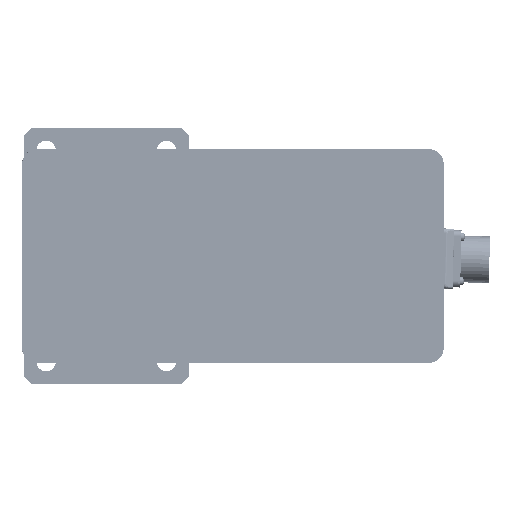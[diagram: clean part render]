
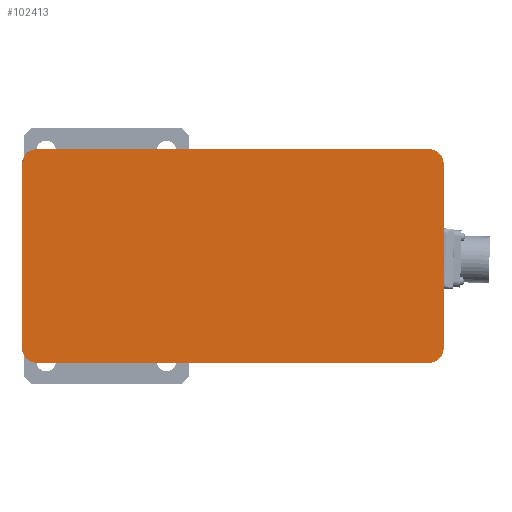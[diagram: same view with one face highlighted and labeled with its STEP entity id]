
A CAD part, front view. The second image highlights one B-rep face of the part: STEP entity #102413.
In plain terms, the highlighted face is planar.
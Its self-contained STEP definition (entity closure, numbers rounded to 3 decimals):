
#3216 = EDGE_CURVE ( 'NONE', #113495, #52491, #87342, .T. ) ;
#4141 = VECTOR ( 'NONE', #124517, 1000. ) ;
#5568 = CARTESIAN_POINT ( 'NONE',  ( -61., 46., -163. ) ) ;
#6416 = DIRECTION ( 'NONE',  ( 0., 0., -1. ) ) ;
#10853 = ORIENTED_EDGE ( 'NONE', *, *, #61996, .T. ) ;
#19584 = DIRECTION ( 'NONE',  ( 0., 0., -1. ) ) ;
#20686 = DIRECTION ( 'NONE',  ( -1., 0., 0. ) ) ;
#24109 = DIRECTION ( 'NONE',  ( -1., 0., 0. ) ) ;
#30700 = DIRECTION ( 'NONE',  ( -1., 0., 0. ) ) ;
#31737 = DIRECTION ( 'NONE',  ( -1., 0., 0. ) ) ;
#33247 = DIRECTION ( 'NONE',  ( -1., 0., 0. ) ) ;
#38437 = DIRECTION ( 'NONE',  ( 0., -1., 0. ) ) ;
#38782 = CARTESIAN_POINT ( 'NONE',  ( 61., -214., -163. ) ) ;
#38924 = CARTESIAN_POINT ( 'NONE',  ( -61., -214., -163. ) ) ;
#39241 = CIRCLE ( 'NONE', #168921, 10.001 ) ;
#44952 = LINE ( 'NONE', #139113, #112908 ) ;
#45042 = CARTESIAN_POINT ( 'NONE',  ( -71.001, -214., -163. ) ) ;
#46574 = EDGE_CURVE ( 'NONE', #59342, #83366, #44952, .T. ) ;
#50286 = CARTESIAN_POINT ( 'NONE',  ( 61., 56.001, -163. ) ) ;
#50511 = VERTEX_POINT ( 'NONE', #50286 ) ;
#52081 = VERTEX_POINT ( 'NONE', #131696 ) ;
#52491 = VERTEX_POINT ( 'NONE', #134065 ) ;
#53179 = ORIENTED_EDGE ( 'NONE', *, *, #108162, .T. ) ;
#55246 = ORIENTED_EDGE ( 'NONE', *, *, #87450, .T. ) ;
#55563 = AXIS2_PLACEMENT_3D ( 'NONE', #58554, #19584, #31737 ) ;
#55842 = VECTOR ( 'NONE', #38437, 1000. ) ;
#58554 = CARTESIAN_POINT ( 'NONE',  ( 61., 46., -163. ) ) ;
#59342 = VERTEX_POINT ( 'NONE', #144961 ) ;
#60093 = CARTESIAN_POINT ( 'NONE',  ( -61., -224.001, -163. ) ) ;
#60830 = ORIENTED_EDGE ( 'NONE', *, *, #46574, .T. ) ;
#61996 = EDGE_CURVE ( 'NONE', #83366, #113495, #39241, .T. ) ;
#62210 = DIRECTION ( 'NONE',  ( 0., 0., -1. ) ) ;
#64755 = VERTEX_POINT ( 'NONE', #168602 ) ;
#65748 = DIRECTION ( 'NONE',  ( 0., 0., -1. ) ) ;
#67780 = EDGE_CURVE ( 'NONE', #52491, #52081, #70560, .T. ) ;
#70560 = CIRCLE ( 'NONE', #167167, 10.001 ) ;
#74442 = ORIENTED_EDGE ( 'NONE', *, *, #130672, .T. ) ;
#76802 = CARTESIAN_POINT ( 'NONE',  ( -71.001, -214., -163. ) ) ;
#79061 = EDGE_CURVE ( 'NONE', #64755, #103757, #130028, .T. ) ;
#83366 = VERTEX_POINT ( 'NONE', #60093 ) ;
#85989 = DIRECTION ( 'NONE',  ( 0., 0., -1. ) ) ;
#87342 = LINE ( 'NONE', #45042, #4141 ) ;
#87450 = EDGE_CURVE ( 'NONE', #52081, #50511, #96235, .T. ) ;
#88174 = ORIENTED_EDGE ( 'NONE', *, *, #3216, .T. ) ;
#96235 = LINE ( 'NONE', #150655, #152054 ) ;
#98660 = CIRCLE ( 'NONE', #159335, 10.001 ) ;
#99550 = EDGE_LOOP ( 'NONE', ( #74442, #60830, #10853, #88174, #144502, #55246, #53179, #100988 ) ) ;
#100988 = ORIENTED_EDGE ( 'NONE', *, *, #79061, .T. ) ;
#102413 = ADVANCED_FACE ( 'NONE', ( #105091 ), #105948, .T. ) ;
#103757 = VERTEX_POINT ( 'NONE', #113591 ) ;
#105091 = FACE_OUTER_BOUND ( 'NONE', #99550, .T. ) ;
#105948 = PLANE ( 'NONE',  #115382 ) ;
#108162 = EDGE_CURVE ( 'NONE', #50511, #64755, #163153, .T. ) ;
#108478 = CARTESIAN_POINT ( 'NONE',  ( 61., -214., -163. ) ) ;
#112908 = VECTOR ( 'NONE', #20686, 1000. ) ;
#113495 = VERTEX_POINT ( 'NONE', #76802 ) ;
#113591 = CARTESIAN_POINT ( 'NONE',  ( 71.001, -214., -163. ) ) ;
#115382 = AXIS2_PLACEMENT_3D ( 'NONE', #108478, #6416, #30700 ) ;
#124517 = DIRECTION ( 'NONE',  ( 0., 1., 0. ) ) ;
#130028 = LINE ( 'NONE', #156845, #55842 ) ;
#130672 = EDGE_CURVE ( 'NONE', #103757, #59342, #98660, .T. ) ;
#131696 = CARTESIAN_POINT ( 'NONE',  ( -61., 56.001, -163. ) ) ;
#134065 = CARTESIAN_POINT ( 'NONE',  ( -71.001, 46., -163. ) ) ;
#139113 = CARTESIAN_POINT ( 'NONE',  ( 61., -224.001, -163. ) ) ;
#142093 = DIRECTION ( 'NONE',  ( -1., 0., 0. ) ) ;
#144502 = ORIENTED_EDGE ( 'NONE', *, *, #67780, .T. ) ;
#144961 = CARTESIAN_POINT ( 'NONE',  ( 61., -224.001, -163. ) ) ;
#148947 = DIRECTION ( 'NONE',  ( 1., 0., 0. ) ) ;
#150655 = CARTESIAN_POINT ( 'NONE',  ( -61., 56.001, -163. ) ) ;
#152054 = VECTOR ( 'NONE', #148947, 1000. ) ;
#156845 = CARTESIAN_POINT ( 'NONE',  ( 71.001, 46., -163. ) ) ;
#159335 = AXIS2_PLACEMENT_3D ( 'NONE', #38782, #62210, #24109 ) ;
#163153 = CIRCLE ( 'NONE', #55563, 10.001 ) ;
#167167 = AXIS2_PLACEMENT_3D ( 'NONE', #5568, #85989, #33247 ) ;
#168602 = CARTESIAN_POINT ( 'NONE',  ( 71.001, 46., -163. ) ) ;
#168921 = AXIS2_PLACEMENT_3D ( 'NONE', #38924, #65748, #142093 ) ;
